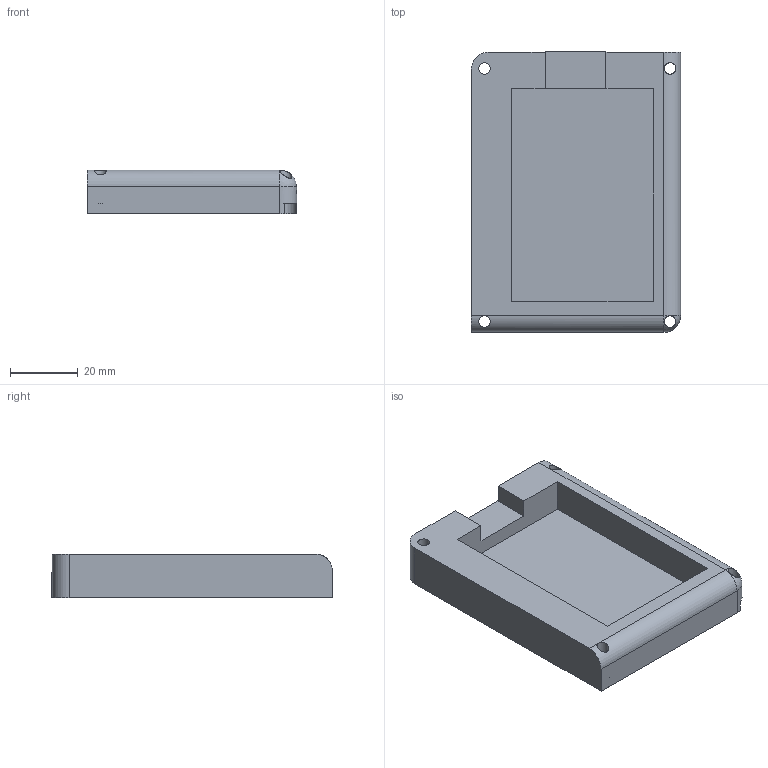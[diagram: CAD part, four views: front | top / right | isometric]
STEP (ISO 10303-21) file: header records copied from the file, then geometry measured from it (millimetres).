
FILE_DESCRIPTION(/* description */ (''),/* implementation_level */ '2;1');
FILE_NAME(/* name */ 'macropad.12 by Daud.step',/* time_stamp */ '2025-07-31T16:41:14+04:00',/* author */ (''),/* organization */ (''),/* preprocessor_version */ 'ST-DEVELOPER v20.1',/* originating_system */ 'Autodesk Translation Framework v14.10.0.0',/* authorisation */ '');
FILE_SCHEMA (('AUTOMOTIVE_DESIGN { 1 0 10303 214 3 1 1 }'));
Length unit declared in the file: millimetre
Products named in the file (2): 2025-07-31-16-02-23-866; 2025-07-31-16-02-34-700
Assembly tree (1 placements, depth 2):
  2025-07-31-16-02-23-866
    2025-07-31-16-02-34-700
Bounding box: 62 x 83.19 x 13 mm (x, y, z)
Volume: 37809.7 mm3; surface area: 16217.2 mm2
Topology: 1 solids, 1 shells, 35 faces, 88 edges, 58 vertices
Faces by surface type: plane 22, cylinder 12, sphere 1
Full cylindrical faces by diameter (mm): 3.4 x4, 6 x3
Entity records: 1212 total; most frequent: CARTESIAN_POINT 290, DIRECTION 181, ORIENTED_EDGE 176, EDGE_CURVE 88, AXIS2_PLACEMENT_3D 61, LINE 59, VECTOR 59, VERTEX_POINT 58
